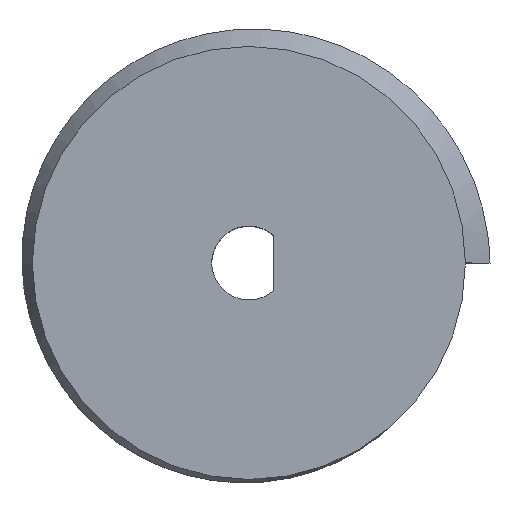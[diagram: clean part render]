
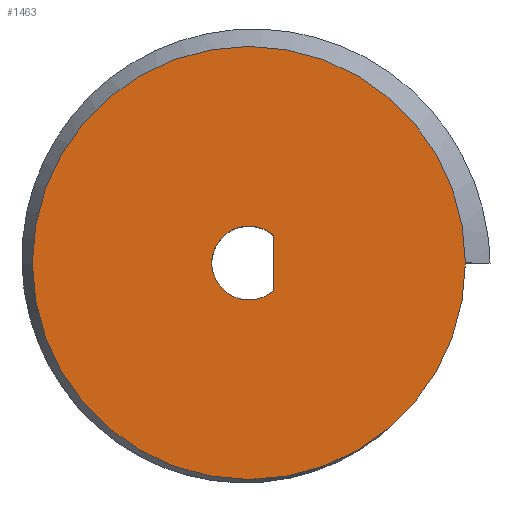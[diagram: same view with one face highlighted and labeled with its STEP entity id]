
A CAD part, top view. The second image highlights one B-rep face of the part: STEP entity #1463.
In plain terms, the highlighted planar face has unit normal (0, 0, 1).
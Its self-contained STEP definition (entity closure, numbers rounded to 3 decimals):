
#19 = DIRECTION ( 'NONE',  ( 1., 0., 0. ) ) ;
#114 = CARTESIAN_POINT ( 'NONE',  ( -12.933, 3.48, 1.955 ) ) ;
#121 = CARTESIAN_POINT ( 'NONE',  ( -32.482, 1.244, 1.955 ) ) ;
#125 = CIRCLE ( 'NONE', #321, 17.55 ) ;
#215 = DIRECTION ( 'NONE',  ( 0., 0., 1. ) ) ;
#229 = VERTEX_POINT ( 'NONE', #381 ) ;
#321 = AXIS2_PLACEMENT_3D ( 'NONE', #1133, #635, #1971 ) ;
#381 = CARTESIAN_POINT ( 'NONE',  ( 2.617, 1.244, 1.955 ) ) ;
#466 = AXIS2_PLACEMENT_3D ( 'NONE', #1605, #1613, #1574 ) ;
#635 = DIRECTION ( 'NONE',  ( 0., 0., 1. ) ) ;
#646 = ORIENTED_EDGE ( 'NONE', *, *, #756, .F. ) ;
#660 = PLANE ( 'NONE',  #1193 ) ;
#661 = EDGE_CURVE ( 'NONE', #229, #1351, #125, .T. ) ;
#756 = EDGE_CURVE ( 'NONE', #1247, #1683, #954, .T. ) ;
#782 = LINE ( 'NONE', #945, #1858 ) ;
#877 = DIRECTION ( 'NONE',  ( 1., 0., 0. ) ) ;
#886 = AXIS2_PLACEMENT_3D ( 'NONE', #1437, #1675, #19 ) ;
#945 = CARTESIAN_POINT ( 'NONE',  ( -12.933, 0., 1.955 ) ) ;
#954 = CIRCLE ( 'NONE', #886, 3. ) ;
#1018 = CIRCLE ( 'NONE', #466, 17.55 ) ;
#1054 = CARTESIAN_POINT ( 'NONE',  ( -14.933, 1.244, 1.955 ) ) ;
#1079 = DIRECTION ( 'NONE',  ( 0., -1., 0. ) ) ;
#1133 = CARTESIAN_POINT ( 'NONE',  ( -14.933, 1.244, 1.955 ) ) ;
#1142 = ORIENTED_EDGE ( 'NONE', *, *, #1371, .T. ) ;
#1192 = EDGE_LOOP ( 'NONE', ( #646, #1142 ) ) ;
#1193 = AXIS2_PLACEMENT_3D ( 'NONE', #1054, #215, #877 ) ;
#1247 = VERTEX_POINT ( 'NONE', #114 ) ;
#1290 = EDGE_CURVE ( 'NONE', #1351, #229, #1018, .T. ) ;
#1351 = VERTEX_POINT ( 'NONE', #121 ) ;
#1371 = EDGE_CURVE ( 'NONE', #1247, #1683, #782, .T. ) ;
#1437 = CARTESIAN_POINT ( 'NONE',  ( -14.933, 1.244, 1.955 ) ) ;
#1463 = ADVANCED_FACE ( 'NONE', ( #2154, #2167 ), #660, .T. ) ;
#1524 = ORIENTED_EDGE ( 'NONE', *, *, #661, .T. ) ;
#1574 = DIRECTION ( 'NONE',  ( 1., 0., 0. ) ) ;
#1605 = CARTESIAN_POINT ( 'NONE',  ( -14.933, 1.244, 1.955 ) ) ;
#1613 = DIRECTION ( 'NONE',  ( 0., 0., 1. ) ) ;
#1675 = DIRECTION ( 'NONE',  ( 0., 0., 1. ) ) ;
#1683 = VERTEX_POINT ( 'NONE', #1956 ) ;
#1851 = EDGE_LOOP ( 'NONE', ( #1524, #1983 ) ) ;
#1858 = VECTOR ( 'NONE', #1079, 1000. ) ;
#1956 = CARTESIAN_POINT ( 'NONE',  ( -12.933, -0.992, 1.955 ) ) ;
#1971 = DIRECTION ( 'NONE',  ( 1., 0., 0. ) ) ;
#1983 = ORIENTED_EDGE ( 'NONE', *, *, #1290, .T. ) ;
#2154 = FACE_OUTER_BOUND ( 'NONE', #1851, .T. ) ;
#2167 = FACE_BOUND ( 'NONE', #1192, .T. ) ;
